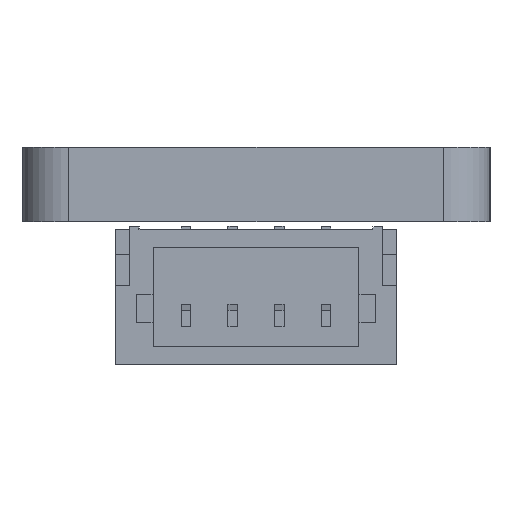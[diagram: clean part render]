
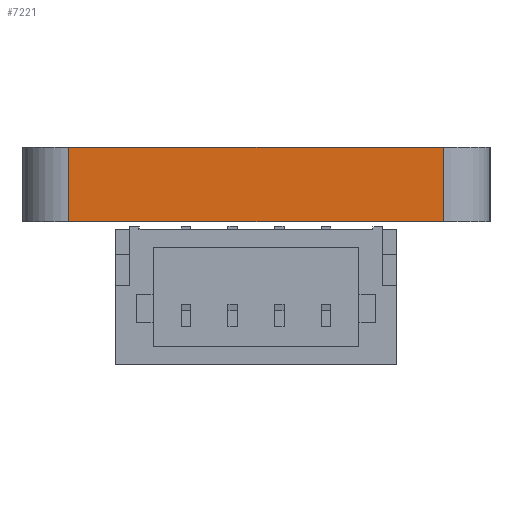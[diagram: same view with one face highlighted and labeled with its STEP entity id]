
A CAD part, left-side view. The second image highlights one B-rep face of the part: STEP entity #7221.
In plain terms, the highlighted planar face has unit normal (-1, 0, 0).
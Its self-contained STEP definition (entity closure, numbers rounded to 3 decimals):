
#6554 = PLANE('',#6555);
#6555 = AXIS2_PLACEMENT_3D('',#6556,#6557,#6558);
#6556 = CARTESIAN_POINT('',(150.,-100.,1.6));
#6557 = DIRECTION('',(-0.,-0.,-1.));
#6558 = DIRECTION('',(-1.,0.,0.));
#6582 = CYLINDRICAL_SURFACE('',#6583,1.);
#6583 = AXIS2_PLACEMENT_3D('',#6584,#6585,#6586);
#6584 = CARTESIAN_POINT('',(134.,-104.,0.));
#6585 = DIRECTION('',(-0.,-0.,-1.));
#6586 = DIRECTION('',(1.,0.,-0.));
#6608 = PLANE('',#6609);
#6609 = AXIS2_PLACEMENT_3D('',#6610,#6611,#6612);
#6610 = CARTESIAN_POINT('',(150.,-100.,0.));
#6611 = DIRECTION('',(-0.,-0.,-1.));
#6612 = DIRECTION('',(-1.,0.,0.));
#6709 = EDGE_CURVE('',#6710,#6712,#6714,.T.);
#6710 = VERTEX_POINT('',#6711);
#6711 = CARTESIAN_POINT('',(133.,-104.,0.));
#6712 = VERTEX_POINT('',#6713);
#6713 = CARTESIAN_POINT('',(133.,-104.,1.6));
#6714 = SURFACE_CURVE('',#6715,(#6719,#6726),.PCURVE_S1.);
#6715 = LINE('',#6716,#6717);
#6716 = CARTESIAN_POINT('',(133.,-104.,0.));
#6717 = VECTOR('',#6718,1.);
#6718 = DIRECTION('',(0.,0.,1.));
#6719 = PCURVE('',#6582,#6720);
#6720 = DEFINITIONAL_REPRESENTATION('',(#6721),#6725);
#6721 = LINE('',#6722,#6723);
#6722 = CARTESIAN_POINT('',(-3.142,0.));
#6723 = VECTOR('',#6724,1.);
#6724 = DIRECTION('',(-0.,-1.));
#6725 = ( GEOMETRIC_REPRESENTATION_CONTEXT(2) 
PARAMETRIC_REPRESENTATION_CONTEXT() REPRESENTATION_CONTEXT('2D SPACE',''
  ) );
#6726 = PCURVE('',#6727,#6732);
#6727 = PLANE('',#6728);
#6728 = AXIS2_PLACEMENT_3D('',#6729,#6730,#6731);
#6729 = CARTESIAN_POINT('',(133.,-104.,0.));
#6730 = DIRECTION('',(-1.,0.,0.));
#6731 = DIRECTION('',(0.,1.,0.));
#6732 = DEFINITIONAL_REPRESENTATION('',(#6733),#6737);
#6733 = LINE('',#6734,#6735);
#6734 = CARTESIAN_POINT('',(0.,0.));
#6735 = VECTOR('',#6736,1.);
#6736 = DIRECTION('',(0.,-1.));
#6737 = ( GEOMETRIC_REPRESENTATION_CONTEXT(2) 
PARAMETRIC_REPRESENTATION_CONTEXT() REPRESENTATION_CONTEXT('2D SPACE',''
  ) );
#6797 = EDGE_CURVE('',#6710,#6798,#6800,.T.);
#6798 = VERTEX_POINT('',#6799);
#6799 = CARTESIAN_POINT('',(133.,-96.,0.));
#6800 = SURFACE_CURVE('',#6801,(#6805,#6812),.PCURVE_S1.);
#6801 = LINE('',#6802,#6803);
#6802 = CARTESIAN_POINT('',(133.,-104.,0.));
#6803 = VECTOR('',#6804,1.);
#6804 = DIRECTION('',(0.,1.,0.));
#6805 = PCURVE('',#6608,#6806);
#6806 = DEFINITIONAL_REPRESENTATION('',(#6807),#6811);
#6807 = LINE('',#6808,#6809);
#6808 = CARTESIAN_POINT('',(17.,-4.));
#6809 = VECTOR('',#6810,1.);
#6810 = DIRECTION('',(0.,1.));
#6811 = ( GEOMETRIC_REPRESENTATION_CONTEXT(2) 
PARAMETRIC_REPRESENTATION_CONTEXT() REPRESENTATION_CONTEXT('2D SPACE',''
  ) );
#6812 = PCURVE('',#6727,#6813);
#6813 = DEFINITIONAL_REPRESENTATION('',(#6814),#6818);
#6814 = LINE('',#6815,#6816);
#6815 = CARTESIAN_POINT('',(0.,0.));
#6816 = VECTOR('',#6817,1.);
#6817 = DIRECTION('',(1.,0.));
#6818 = ( GEOMETRIC_REPRESENTATION_CONTEXT(2) 
PARAMETRIC_REPRESENTATION_CONTEXT() REPRESENTATION_CONTEXT('2D SPACE',''
  ) );
#6841 = CYLINDRICAL_SURFACE('',#6842,1.);
#6842 = AXIS2_PLACEMENT_3D('',#6843,#6844,#6845);
#6843 = CARTESIAN_POINT('',(134.,-96.,0.));
#6844 = DIRECTION('',(-0.,-0.,-1.));
#6845 = DIRECTION('',(1.,0.,-0.));
#7011 = EDGE_CURVE('',#6712,#7012,#7014,.T.);
#7012 = VERTEX_POINT('',#7013);
#7013 = CARTESIAN_POINT('',(133.,-96.,1.6));
#7014 = SURFACE_CURVE('',#7015,(#7019,#7026),.PCURVE_S1.);
#7015 = LINE('',#7016,#7017);
#7016 = CARTESIAN_POINT('',(133.,-104.,1.6));
#7017 = VECTOR('',#7018,1.);
#7018 = DIRECTION('',(0.,1.,0.));
#7019 = PCURVE('',#6554,#7020);
#7020 = DEFINITIONAL_REPRESENTATION('',(#7021),#7025);
#7021 = LINE('',#7022,#7023);
#7022 = CARTESIAN_POINT('',(17.,-4.));
#7023 = VECTOR('',#7024,1.);
#7024 = DIRECTION('',(0.,1.));
#7025 = ( GEOMETRIC_REPRESENTATION_CONTEXT(2) 
PARAMETRIC_REPRESENTATION_CONTEXT() REPRESENTATION_CONTEXT('2D SPACE',''
  ) );
#7026 = PCURVE('',#6727,#7027);
#7027 = DEFINITIONAL_REPRESENTATION('',(#7028),#7032);
#7028 = LINE('',#7029,#7030);
#7029 = CARTESIAN_POINT('',(0.,-1.6));
#7030 = VECTOR('',#7031,1.);
#7031 = DIRECTION('',(1.,0.));
#7032 = ( GEOMETRIC_REPRESENTATION_CONTEXT(2) 
PARAMETRIC_REPRESENTATION_CONTEXT() REPRESENTATION_CONTEXT('2D SPACE',''
  ) );
#7221 = ADVANCED_FACE('',(#7222),#6727,.T.);
#7222 = FACE_BOUND('',#7223,.T.);
#7223 = EDGE_LOOP('',(#7224,#7225,#7226,#7247));
#7224 = ORIENTED_EDGE('',*,*,#6709,.T.);
#7225 = ORIENTED_EDGE('',*,*,#7011,.T.);
#7226 = ORIENTED_EDGE('',*,*,#7227,.F.);
#7227 = EDGE_CURVE('',#6798,#7012,#7228,.T.);
#7228 = SURFACE_CURVE('',#7229,(#7233,#7240),.PCURVE_S1.);
#7229 = LINE('',#7230,#7231);
#7230 = CARTESIAN_POINT('',(133.,-96.,0.));
#7231 = VECTOR('',#7232,1.);
#7232 = DIRECTION('',(0.,0.,1.));
#7233 = PCURVE('',#6727,#7234);
#7234 = DEFINITIONAL_REPRESENTATION('',(#7235),#7239);
#7235 = LINE('',#7236,#7237);
#7236 = CARTESIAN_POINT('',(8.,0.));
#7237 = VECTOR('',#7238,1.);
#7238 = DIRECTION('',(0.,-1.));
#7239 = ( GEOMETRIC_REPRESENTATION_CONTEXT(2) 
PARAMETRIC_REPRESENTATION_CONTEXT() REPRESENTATION_CONTEXT('2D SPACE',''
  ) );
#7240 = PCURVE('',#6841,#7241);
#7241 = DEFINITIONAL_REPRESENTATION('',(#7242),#7246);
#7242 = LINE('',#7243,#7244);
#7243 = CARTESIAN_POINT('',(-3.142,0.));
#7244 = VECTOR('',#7245,1.);
#7245 = DIRECTION('',(-0.,-1.));
#7246 = ( GEOMETRIC_REPRESENTATION_CONTEXT(2) 
PARAMETRIC_REPRESENTATION_CONTEXT() REPRESENTATION_CONTEXT('2D SPACE',''
  ) );
#7247 = ORIENTED_EDGE('',*,*,#6797,.F.);
